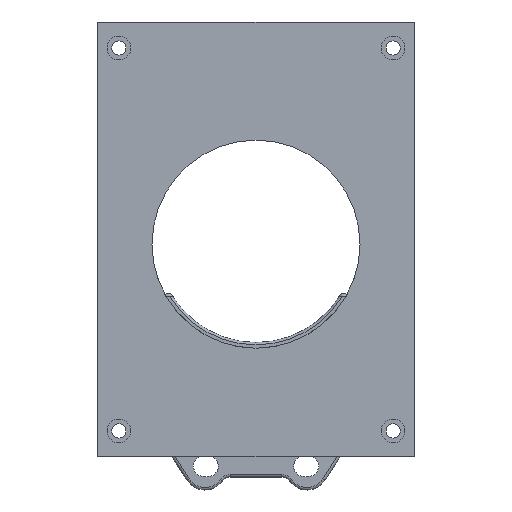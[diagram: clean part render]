
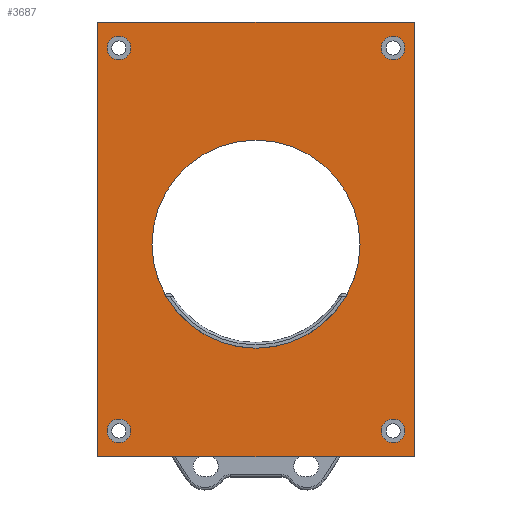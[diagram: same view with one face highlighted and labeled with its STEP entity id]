
A CAD part, front view. The second image highlights one B-rep face of the part: STEP entity #3687.
In plain terms, the highlighted planar face has unit normal (0, -1, 0).
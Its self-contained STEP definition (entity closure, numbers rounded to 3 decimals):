
#1583=DIRECTION('',(0.,0.,1.));
#1584=VECTOR('',#1583,92.);
#1585=CARTESIAN_POINT('',(33.5,-1.5,-19.));
#1586=LINE('',#1585,#1584);
#1590=DIRECTION('',(1.,0.,0.));
#1591=VECTOR('',#1590,67.);
#1592=CARTESIAN_POINT('',(-33.5,-1.5,-19.));
#1593=LINE('',#1592,#1591);
#1597=DIRECTION('',(0.,0.,-1.));
#1598=VECTOR('',#1597,92.);
#1599=CARTESIAN_POINT('',(-33.5,-1.5,73.));
#1600=LINE('',#1599,#1598);
#1604=DIRECTION('',(-1.,0.,0.));
#1605=VECTOR('',#1604,67.);
#1606=CARTESIAN_POINT('',(33.5,-1.5,73.));
#1607=LINE('',#1606,#1605);
#1611=CARTESIAN_POINT('',(0.,-1.5,26.));
#1612=DIRECTION('',(0.,-1.,0.));
#1613=DIRECTION('',(-1.,0.,0.));
#1614=AXIS2_PLACEMENT_3D('',#1611,#1612,#1613);
#1619=CARTESIAN_POINT('',(0.,-1.5,26.));
#1620=DIRECTION('',(0.,-1.,0.));
#1621=DIRECTION('',(1.,0.,0.));
#1622=AXIS2_PLACEMENT_3D('',#1619,#1620,#1621);
#1627=CARTESIAN_POINT('',(-29.,-1.5,-13.5));
#1628=DIRECTION('',(0.,-1.,0.));
#1629=DIRECTION('',(-1.,0.,0.));
#1630=AXIS2_PLACEMENT_3D('',#1627,#1628,#1629);
#1635=CARTESIAN_POINT('',(-29.,-1.5,-13.5));
#1636=DIRECTION('',(0.,-1.,0.));
#1637=DIRECTION('',(1.,0.,0.));
#1638=AXIS2_PLACEMENT_3D('',#1635,#1636,#1637);
#1643=CARTESIAN_POINT('',(-29.,-1.5,67.5));
#1644=DIRECTION('',(0.,-1.,0.));
#1645=DIRECTION('',(-1.,0.,0.));
#1646=AXIS2_PLACEMENT_3D('',#1643,#1644,#1645);
#1651=CARTESIAN_POINT('',(-29.,-1.5,67.5));
#1652=DIRECTION('',(0.,-1.,0.));
#1653=DIRECTION('',(1.,0.,0.));
#1654=AXIS2_PLACEMENT_3D('',#1651,#1652,#1653);
#1659=CARTESIAN_POINT('',(29.,-1.5,-13.5));
#1660=DIRECTION('',(0.,1.,0.));
#1661=DIRECTION('',(1.,0.,0.));
#1662=AXIS2_PLACEMENT_3D('',#1659,#1660,#1661);
#1667=CARTESIAN_POINT('',(29.,-1.5,-13.5));
#1668=DIRECTION('',(0.,1.,0.));
#1669=DIRECTION('',(-1.,0.,0.));
#1670=AXIS2_PLACEMENT_3D('',#1667,#1668,#1669);
#1675=CARTESIAN_POINT('',(29.,-1.5,67.5));
#1676=DIRECTION('',(0.,1.,0.));
#1677=DIRECTION('',(1.,0.,0.));
#1678=AXIS2_PLACEMENT_3D('',#1675,#1676,#1677);
#1683=CARTESIAN_POINT('',(29.,-1.5,67.5));
#1684=DIRECTION('',(0.,1.,0.));
#1685=DIRECTION('',(-1.,0.,0.));
#1686=AXIS2_PLACEMENT_3D('',#1683,#1684,#1685);
#2232=CARTESIAN_POINT('',(33.5,-1.5,-19.));
#2233=CARTESIAN_POINT('',(33.5,-1.5,73.));
#2234=VERTEX_POINT('',#2232);
#2235=VERTEX_POINT('',#2233);
#2236=CARTESIAN_POINT('',(-33.5,-1.5,73.));
#2237=VERTEX_POINT('',#2236);
#2238=CARTESIAN_POINT('',(-33.5,-1.5,-19.));
#2239=VERTEX_POINT('',#2238);
#2292=CARTESIAN_POINT('',(-22.,-1.5,26.));
#2293=CARTESIAN_POINT('',(22.,-1.5,26.));
#2294=VERTEX_POINT('',#2292);
#2295=VERTEX_POINT('',#2293);
#2320=CARTESIAN_POINT('',(-31.5,-1.5,-13.5));
#2321=CARTESIAN_POINT('',(-26.5,-1.5,-13.5));
#2322=VERTEX_POINT('',#2320);
#2323=VERTEX_POINT('',#2321);
#2324=CARTESIAN_POINT('',(-31.5,-1.5,67.5));
#2325=CARTESIAN_POINT('',(-26.5,-1.5,67.5));
#2326=VERTEX_POINT('',#2324);
#2327=VERTEX_POINT('',#2325);
#2352=CARTESIAN_POINT('',(31.5,-1.5,-13.5));
#2353=CARTESIAN_POINT('',(26.5,-1.5,-13.5));
#2354=VERTEX_POINT('',#2352);
#2355=VERTEX_POINT('',#2353);
#2356=CARTESIAN_POINT('',(31.5,-1.5,67.5));
#2357=CARTESIAN_POINT('',(26.5,-1.5,67.5));
#2358=VERTEX_POINT('',#2356);
#2359=VERTEX_POINT('',#2357);
#3645=CARTESIAN_POINT('',(0.,-1.5,0.));
#3646=DIRECTION('',(0.,-1.,0.));
#3647=DIRECTION('',(-1.,0.,0.));
#3648=AXIS2_PLACEMENT_3D('',#3645,#3646,#3647);
#3649=PLANE('',#3648);
#3651=ORIENTED_EDGE('',*,*,#3650,.F.);
#3652=ORIENTED_EDGE('',*,*,#2442,.F.);
#3654=ORIENTED_EDGE('',*,*,#3653,.F.);
#3656=ORIENTED_EDGE('',*,*,#3655,.F.);
#3657=EDGE_LOOP('',(#3651,#3652,#3654,#3656));
#3658=FACE_OUTER_BOUND('',#3657,.F.);
#3659=ORIENTED_EDGE('',*,*,#3625,.T.);
#3660=ORIENTED_EDGE('',*,*,#3639,.T.);
#3661=EDGE_LOOP('',(#3659,#3660));
#3662=FACE_BOUND('',#3661,.F.);
#3664=ORIENTED_EDGE('',*,*,#3663,.T.);
#3666=ORIENTED_EDGE('',*,*,#3665,.T.);
#3667=EDGE_LOOP('',(#3664,#3666));
#3668=FACE_BOUND('',#3667,.F.);
#3670=ORIENTED_EDGE('',*,*,#3669,.T.);
#3672=ORIENTED_EDGE('',*,*,#3671,.T.);
#3673=EDGE_LOOP('',(#3670,#3672));
#3674=FACE_BOUND('',#3673,.F.);
#3676=ORIENTED_EDGE('',*,*,#3675,.F.);
#3678=ORIENTED_EDGE('',*,*,#3677,.F.);
#3679=EDGE_LOOP('',(#3676,#3678));
#3680=FACE_BOUND('',#3679,.F.);
#3682=ORIENTED_EDGE('',*,*,#3681,.F.);
#3684=ORIENTED_EDGE('',*,*,#3683,.F.);
#3685=EDGE_LOOP('',(#3682,#3684));
#3686=FACE_BOUND('',#3685,.F.);
#3687=ADVANCED_FACE('',(#3658,#3662,#3668,#3674,#3680,#3686),#3649,.T.);
#1615=CIRCLE('',#1614,22.);
#1623=CIRCLE('',#1622,22.);
#1631=CIRCLE('',#1630,2.5);
#1639=CIRCLE('',#1638,2.5);
#1647=CIRCLE('',#1646,2.5);
#1655=CIRCLE('',#1654,2.5);
#1663=CIRCLE('',#1662,2.5);
#1671=CIRCLE('',#1670,2.5);
#1679=CIRCLE('',#1678,2.5);
#1687=CIRCLE('',#1686,2.5);
#2442=EDGE_CURVE('',#2239,#2234,#1593,.T.);
#3625=EDGE_CURVE('',#2294,#2295,#1615,.T.);
#3639=EDGE_CURVE('',#2295,#2294,#1623,.T.);
#3650=EDGE_CURVE('',#2234,#2235,#1586,.T.);
#3653=EDGE_CURVE('',#2237,#2239,#1600,.T.);
#3655=EDGE_CURVE('',#2235,#2237,#1607,.T.);
#3663=EDGE_CURVE('',#2322,#2323,#1631,.T.);
#3665=EDGE_CURVE('',#2323,#2322,#1639,.T.);
#3669=EDGE_CURVE('',#2326,#2327,#1647,.T.);
#3671=EDGE_CURVE('',#2327,#2326,#1655,.T.);
#3675=EDGE_CURVE('',#2354,#2355,#1663,.T.);
#3677=EDGE_CURVE('',#2355,#2354,#1671,.T.);
#3681=EDGE_CURVE('',#2358,#2359,#1679,.T.);
#3683=EDGE_CURVE('',#2359,#2358,#1687,.T.);
